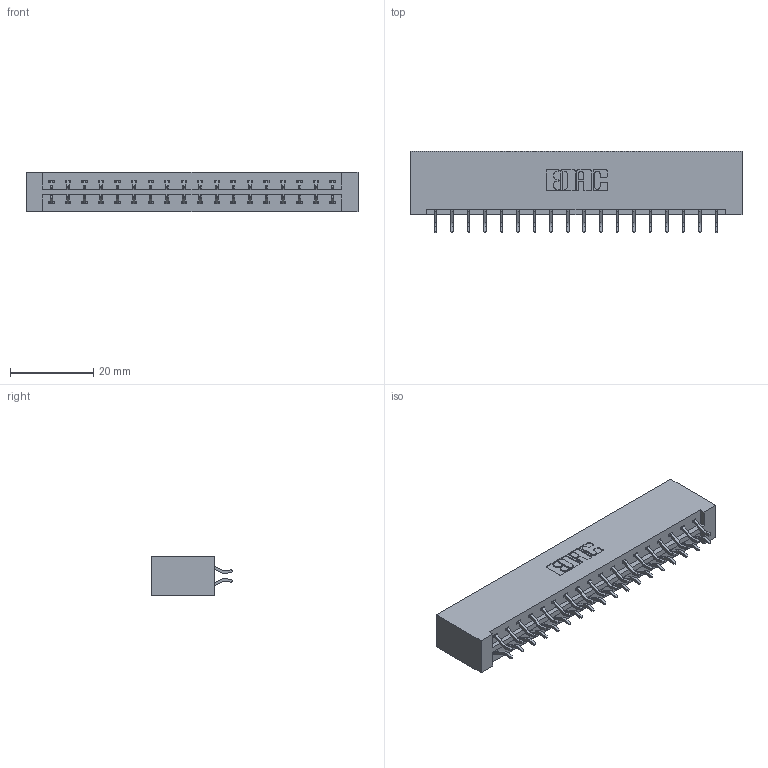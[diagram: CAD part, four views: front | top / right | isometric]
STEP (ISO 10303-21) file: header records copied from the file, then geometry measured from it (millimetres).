
FILE_DESCRIPTION (( 'STEP AP203' ), '1' );
FILE_NAME ('833-036-556-201.STEP', '2020-06-03T03:44:11', ( '' ), ( '' ), 'SwSTEP 2.0', 'SolidWorks 2020', '' );
FILE_SCHEMA (( 'CONFIG_CONTROL_DESIGN' ));
Length unit declared in the file: inch
Products named in the file (3): 833 Part_Lugless; 345-292-001_556 Tail; 833-036-556-201
Assembly tree (37 placements, depth 2):
  833-036-556-201
    833 Part_Lugless
    345-292-001_556 Tail  x36
Bounding box: 79.58 x 19.57 x 9.4 mm (x, y, z)
Volume: 8530.8 mm3; surface area: 9816.5 mm2
Topology: 37 solids, 37 shells, 2194 faces, 6515 edges, 4294 vertices
Faces by surface type: plane 1506, cylinder 688
Entity records: 14627 total; most frequent: CARTESIAN_POINT 2466, ORIENTED_EDGE 2390, DIRECTION 2131, EDGE_CURVE 1195, VECTOR 1067, LINE 1067, VERTEX_POINT 794, AXIS2_PLACEMENT_3D 532
